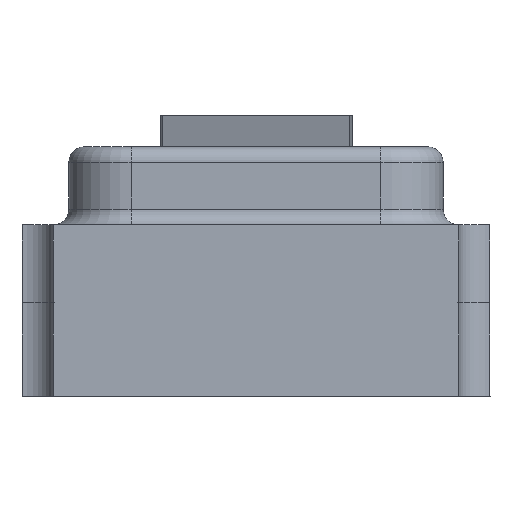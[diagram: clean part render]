
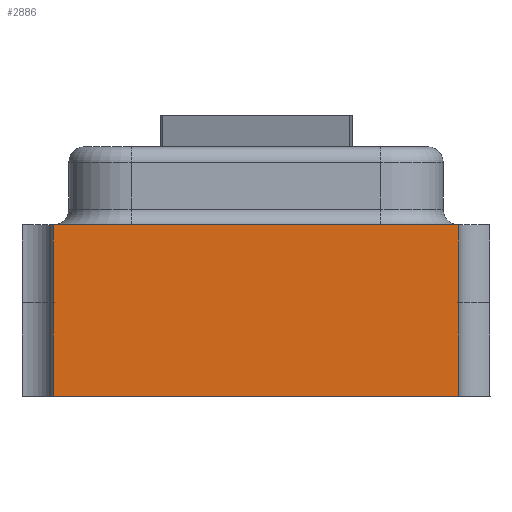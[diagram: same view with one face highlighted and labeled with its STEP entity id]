
A CAD part, left-side view. The second image highlights one B-rep face of the part: STEP entity #2886.
In plain terms, the highlighted planar face has unit normal (-1, 0, 0).
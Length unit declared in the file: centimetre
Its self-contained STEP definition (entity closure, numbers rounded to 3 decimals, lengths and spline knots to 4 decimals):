
#284=FACE_OUTER_BOUND('',#450,.T.);
#450=EDGE_LOOP('',(#1975,#1976,#1977,#1978,#1979,#1980));
#699=LINE('',#3973,#971);
#712=LINE('',#4007,#984);
#713=LINE('',#4011,#985);
#714=LINE('',#4013,#986);
#715=LINE('',#4015,#987);
#716=LINE('',#4016,#988);
#971=VECTOR('',#3281,100.);
#984=VECTOR('',#3312,100.);
#985=VECTOR('',#3317,100.);
#986=VECTOR('',#3318,100.);
#987=VECTOR('',#3319,100.);
#988=VECTOR('',#3320,100.);
#1245=VERTEX_POINT('',#3970);
#1246=VERTEX_POINT('',#3972);
#1258=VERTEX_POINT('',#4006);
#1259=VERTEX_POINT('',#4010);
#1260=VERTEX_POINT('',#4012);
#1261=VERTEX_POINT('',#4014);
#1521=EDGE_CURVE('',#1245,#1246,#699,.T.);
#1538=EDGE_CURVE('',#1258,#1246,#712,.T.);
#1540=EDGE_CURVE('',#1259,#1258,#713,.T.);
#1541=EDGE_CURVE('',#1245,#1260,#714,.T.);
#1542=EDGE_CURVE('',#1260,#1261,#715,.T.);
#1543=EDGE_CURVE('',#1261,#1259,#716,.T.);
#1975=ORIENTED_EDGE('',*,*,#1540,.T.);
#1976=ORIENTED_EDGE('',*,*,#1538,.T.);
#1977=ORIENTED_EDGE('',*,*,#1521,.F.);
#1978=ORIENTED_EDGE('',*,*,#1541,.T.);
#1979=ORIENTED_EDGE('',*,*,#1542,.T.);
#1980=ORIENTED_EDGE('',*,*,#1543,.T.);
#2798=PLANE('',#3076);
#2886=ADVANCED_FACE('',(#284),#2798,.T.);
#3076=AXIS2_PLACEMENT_3D('',#4009,#3315,#3316);
#3281=DIRECTION('',(0.,-1.,0.));
#3312=DIRECTION('',(0.,0.,1.));
#3315=DIRECTION('center_axis',(-1.,0.,
0.));
#3316=DIRECTION('ref_axis',(0.,-1.,0.));
#3317=DIRECTION('',(0.,0.,1.));
#3318=DIRECTION('',(0.,0.,-1.));
#3319=DIRECTION('',(0.,0.,-1.));
#3320=DIRECTION('',(0.,-1.,0.));
#3970=CARTESIAN_POINT('',(-0.16,0.065,0.055));
#3972=CARTESIAN_POINT('',(-0.16,-0.065,0.055));
#3973=CARTESIAN_POINT('',(-0.16,0.,0.055));
#4006=CARTESIAN_POINT('',(-0.16,-0.065,0.03));
#4007=CARTESIAN_POINT('',(-0.16,-0.065,0.));
#4009=CARTESIAN_POINT('Origin',(-0.16,0.065,0.));
#4010=CARTESIAN_POINT('',(-0.16,-0.065,0.));
#4011=CARTESIAN_POINT('',(-0.16,-0.065,0.));
#4012=CARTESIAN_POINT('',(-0.16,0.065,0.03));
#4013=CARTESIAN_POINT('',(-0.16,0.065,0.));
#4014=CARTESIAN_POINT('',(-0.16,0.065,0.));
#4015=CARTESIAN_POINT('',(-0.16,0.065,0.));
#4016=CARTESIAN_POINT('',(-0.16,0.065,0.));
